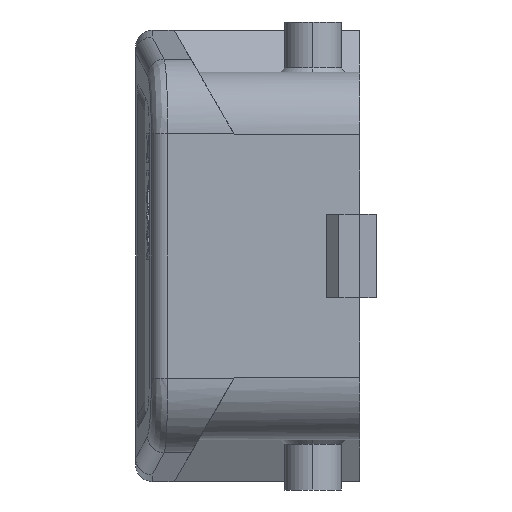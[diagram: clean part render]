
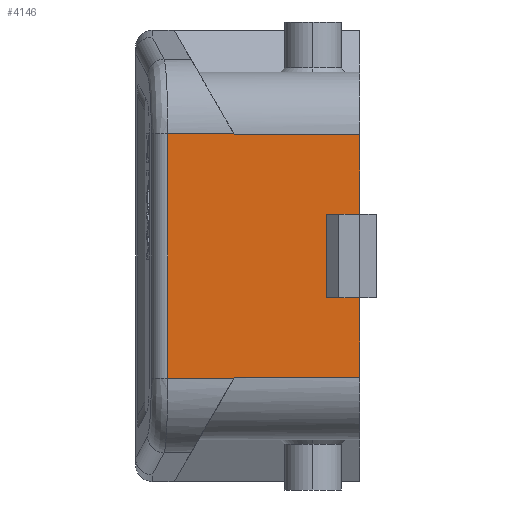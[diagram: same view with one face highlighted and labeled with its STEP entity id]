
A CAD part, left-side view. The second image highlights one B-rep face of the part: STEP entity #4146.
In plain terms, the highlighted planar face has unit normal (-1, 0.011, 0).
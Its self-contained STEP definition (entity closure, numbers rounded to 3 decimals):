
#93=DIRECTION('',(0.,0.,-1.));
#94=VECTOR('',#93,9.5);
#95=CARTESIAN_POINT('',(-47.066,-7.,14.5));
#96=LINE('',#95,#94);
#125=DIRECTION('',(0.,0.,-1.));
#126=VECTOR('',#125,9.5);
#127=CARTESIAN_POINT('',(-47.067,-7.,-5.));
#128=LINE('',#127,#126);
#169=DIRECTION('',(0.011,1.,0.));
#170=VECTOR('',#169,4.);
#171=CARTESIAN_POINT('',(-47.067,-7.,5.));
#172=LINE('',#171,#170);
#179=CARTESIAN_POINT('',(-47.067,-7.,5.));
#185=DIRECTION('',(0.,0.,-1.));
#186=VECTOR('',#185,10.);
#187=CARTESIAN_POINT('',(-47.025,-3.,5.));
#188=LINE('',#187,#186);
#201=DIRECTION('',(-0.011,-1.,0.));
#202=VECTOR('',#201,4.);
#203=CARTESIAN_POINT('',(-47.025,-3.,-5.));
#204=LINE('',#203,#202);
#271=CARTESIAN_POINT('',(-46.91,7.97,-14.5));
#272=CARTESIAN_POINT('',(-46.91,7.981,-14.519));
#273=CARTESIAN_POINT('',(-46.91,8.003,-14.558));
#274=CARTESIAN_POINT('',(-46.909,8.026,-14.596));
#275=CARTESIAN_POINT('',(-46.909,8.037,-14.616));
#277=DIRECTION('',(0.01,1.,0.));
#278=VECTOR('',#277,14.971);
#279=CARTESIAN_POINT('',(-47.066,-7.,-14.5));
#280=LINE('',#279,#278);
#406=DIRECTION('',(0.,0.,1.));
#407=VECTOR('',#406,29.255);
#408=CARTESIAN_POINT('',(-46.826,15.959,-14.627));
#409=LINE('',#408,#407);
#1967=DIRECTION('',(-0.01,-1.,-0.001));
#1968=VECTOR('',#1967,7.923);
#1969=CARTESIAN_POINT('',(-46.826,15.959,14.627));
#1970=LINE('',#1969,#1968);
#2055=CARTESIAN_POINT('',(-47.066,-7.,14.5));
#2065=DIRECTION('',(-0.01,-1.,0.));
#2066=VECTOR('',#2065,14.971);
#2067=CARTESIAN_POINT('',(-46.91,7.97,14.5));
#2068=LINE('',#2067,#2066);
#2069=CARTESIAN_POINT('',(-46.909,8.037,14.616));
#2070=CARTESIAN_POINT('',(-46.909,8.026,14.596));
#2071=CARTESIAN_POINT('',(-46.91,8.003,14.558));
#2072=CARTESIAN_POINT('',(-46.91,7.981,14.519));
#2073=CARTESIAN_POINT('',(-46.91,7.97,14.5));
#2739=DIRECTION('',(0.01,1.,-0.001));
#2740=VECTOR('',#2739,7.923);
#2741=CARTESIAN_POINT('',(-46.909,8.037,
-14.616));
#2742=LINE('',#2741,#2740);
#3079=CARTESIAN_POINT('',(-47.025,-3.,5.));
#3081=VERTEX_POINT('',#3079);
#3083=VERTEX_POINT('',#179);
#3086=CARTESIAN_POINT('',(-47.025,-3.,-5.));
#3087=VERTEX_POINT('',#3086);
#3088=CARTESIAN_POINT('',(-47.067,-7.,-5.));
#3089=VERTEX_POINT('',#3088);
#3314=CARTESIAN_POINT('',(-47.066,-7.,-14.5));
#3315=VERTEX_POINT('',#3314);
#3337=VERTEX_POINT('',#2055);
#3382=CARTESIAN_POINT('',(-46.91,7.97,14.5));
#3383=VERTEX_POINT('',#3382);
#3384=CARTESIAN_POINT('',(-46.826,15.959,14.627));
#3385=CARTESIAN_POINT('',(-46.909,8.037,14.616));
#3386=VERTEX_POINT('',#3384);
#3387=VERTEX_POINT('',#3385);
#3388=CARTESIAN_POINT('',(-46.826,15.959,
-14.627));
#3389=VERTEX_POINT('',#3388);
#3390=CARTESIAN_POINT('',(-46.909,8.037,
-14.616));
#3391=VERTEX_POINT('',#3390);
#3392=CARTESIAN_POINT('',(-46.91,7.97,-14.5));
#3393=VERTEX_POINT('',#3392);
#4120=CARTESIAN_POINT('',(-47.1,-10.199,0.));
#4121=DIRECTION('',(-1.,0.01,0.));
#4122=DIRECTION('',(-0.01,-1.,0.));
#4123=AXIS2_PLACEMENT_3D('',#4120,#4121,#4122);
#4124=PLANE('',#4123);
#4125=ORIENTED_EDGE('',*,*,#4061,.T.);
#4126=ORIENTED_EDGE('',*,*,#3975,.T.);
#4128=ORIENTED_EDGE('',*,*,#4127,.T.);
#4130=ORIENTED_EDGE('',*,*,#4129,.T.);
#4132=ORIENTED_EDGE('',*,*,#4131,.T.);
#4134=ORIENTED_EDGE('',*,*,#4133,.T.);
#4136=ORIENTED_EDGE('',*,*,#4135,.T.);
#4138=ORIENTED_EDGE('',*,*,#4137,.T.);
#4140=ORIENTED_EDGE('',*,*,#4139,.T.);
#4141=ORIENTED_EDGE('',*,*,#3940,.T.);
#4142=ORIENTED_EDGE('',*,*,#4020,.T.);
#4143=ORIENTED_EDGE('',*,*,#4041,.T.);
#4144=EDGE_LOOP('',(#4125,#4126,#4128,#4130,#4132,#4134,#4136,#4138,#4140,#4141,
#4142,#4143));
#4145=FACE_OUTER_BOUND('',#4144,.F.);
#4146=ADVANCED_FACE('',(#4145),#4124,.T.);
#276=B_SPLINE_CURVE_WITH_KNOTS('',3,(#271,#272,#273,#274,#275),.UNSPECIFIED.,
.F.,.F.,(4,1,4),(0.,0.5,1.),.UNSPECIFIED.);
#2074=B_SPLINE_CURVE_WITH_KNOTS('',3,(#2069,#2070,#2071,#2072,#2073),
.UNSPECIFIED.,.F.,.F.,(4,1,4),(0.,0.5,1.),.UNSPECIFIED.);
#3940=EDGE_CURVE('',#3337,#3083,#96,.T.);
#3975=EDGE_CURVE('',#3089,#3315,#128,.T.);
#4020=EDGE_CURVE('',#3083,#3081,#172,.T.);
#4041=EDGE_CURVE('',#3081,#3087,#188,.T.);
#4061=EDGE_CURVE('',#3087,#3089,#204,.T.);
#4127=EDGE_CURVE('',#3315,#3393,#280,.T.);
#4129=EDGE_CURVE('',#3393,#3391,#276,.T.);
#4131=EDGE_CURVE('',#3391,#3389,#2742,.T.);
#4133=EDGE_CURVE('',#3389,#3386,#409,.T.);
#4135=EDGE_CURVE('',#3386,#3387,#1970,.T.);
#4137=EDGE_CURVE('',#3387,#3383,#2074,.T.);
#4139=EDGE_CURVE('',#3383,#3337,#2068,.T.);
